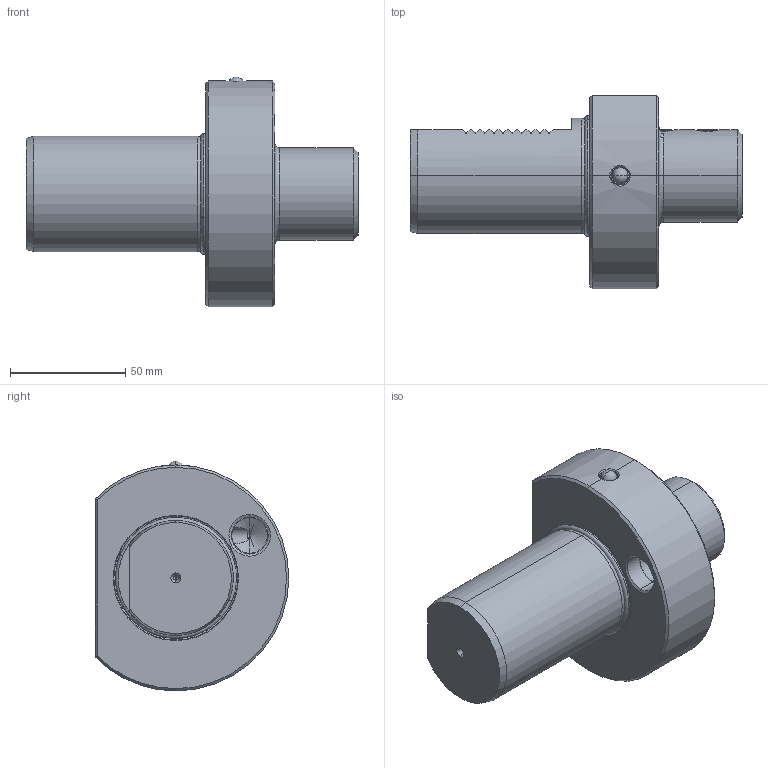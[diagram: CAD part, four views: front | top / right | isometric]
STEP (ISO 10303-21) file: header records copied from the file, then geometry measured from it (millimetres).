
FILE_DESCRIPTION (( 'STEP AP203' ), '1' );
FILE_NAME ('509.51.16.STEP', '2016-11-26T06:31:39', ( '' ), ( '' ), 'SwSTEP 2.0', 'SolidWorks 2012', '' );
FILE_SCHEMA (( 'CONFIG_CONTROL_DESIGN' ));
Length unit declared in the file: millimetre
Products named in the file (7): 管螺文螺絲; 509.51.16; M10xP1x10 102-91-10; 8止水鉚珠; M10xP1x14 102-93-10; O型環48.7; VDI50       E1_16
Assembly tree (6 placements, depth 2):
  509.51.16
    VDI50       E1_16
    8止水鉚珠
    O型環48.7
    M10xP1x14 102-93-10
    M10xP1x10 102-91-10
    管螺文螺絲
Bounding box: 144 x 84 x 99.7 mm (x, y, z)
Volume: 377295.5 mm3; surface area: 50004 mm2
Topology: 7 solids, 7 shells, 419 faces, 1103 edges, 690 vertices
Faces by surface type: cylinder 152, cone 139, plane 77, bspline 34, torus 15, sphere 2
Entity records: 39273 total; most frequent: CARTESIAN_POINT 29467, ORIENTED_EDGE 2180, DIRECTION 1599, EDGE_CURVE 1090, VERTEX_POINT 687, AXIS2_PLACEMENT_3D 604, EDGE_LOOP 433, FACE_OUTER_BOUND 419
